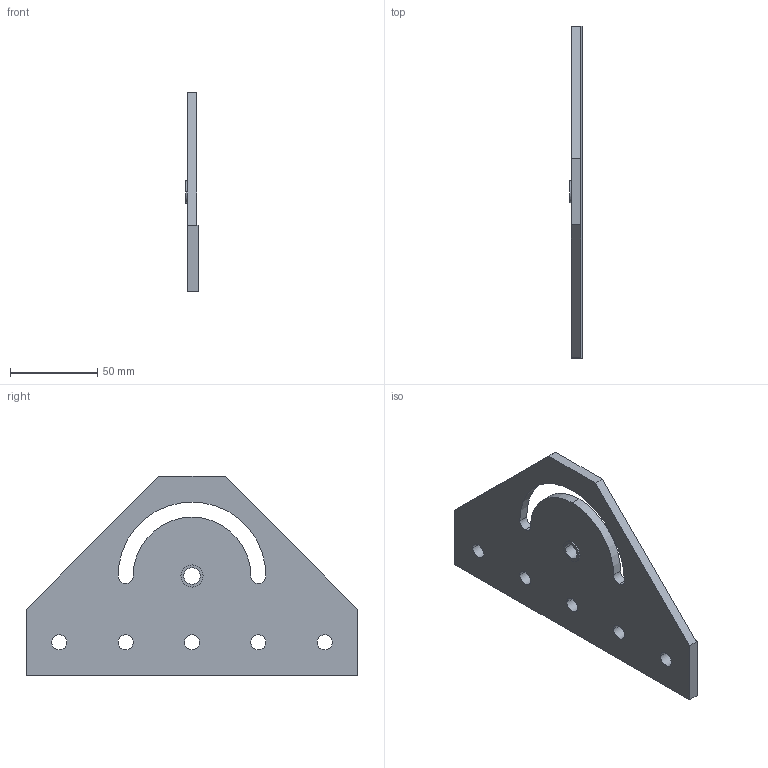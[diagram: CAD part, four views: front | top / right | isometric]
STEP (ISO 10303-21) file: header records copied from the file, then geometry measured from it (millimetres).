
FILE_DESCRIPTION((''),'2;1');
FILE_NAME('15HI8862.stp','2006-03-13T15:34:05',('Shawn Mantel'),('Faztek, LLC'),'Mechanical Desktop 2005','Mechanical Desktop 2005',', , ');
FILE_SCHEMA(('CONFIG_CONTROL_DESIGN'));
Length unit declared in the file: inch
Products named in the file (1): Product
Bounding box: 7.11 x 190.5 x 114.3 mm (x, y, z)
Volume: 86381.6 mm3; surface area: 35281.4 mm2
Topology: 2 solids, 2 shells, 36 faces, 94 edges, 62 vertices
Faces by surface type: cylinder 24, plane 12
Entity records: 1257 total; most frequent: DIRECTION 216, CARTESIAN_POINT 193, ORIENTED_EDGE 188, EDGE_CURVE 94, AXIS2_PLACEMENT_3D 85, VERTEX_POINT 62, EDGE_LOOP 52, CIRCLE 48
